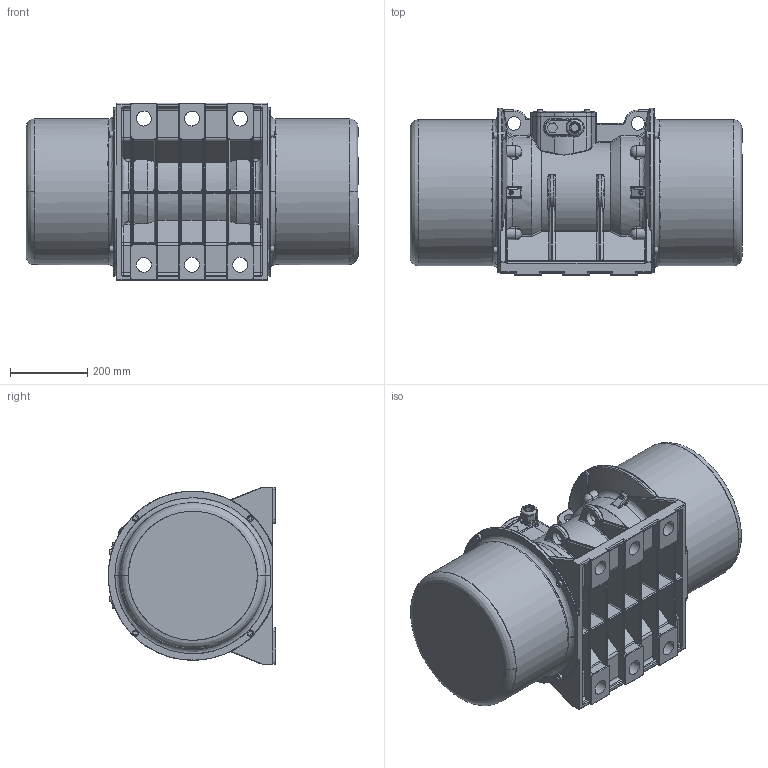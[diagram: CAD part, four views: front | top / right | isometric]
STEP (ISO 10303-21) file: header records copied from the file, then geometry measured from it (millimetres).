
FILE_DESCRIPTION (( 'STEP AP214' ), '1' );
FILE_NAME ('NEG 258260 50-60HZ.STEP', '2015-02-09T12:48:31', ( 'Netter' ), ( 'Microsoft' ), 'SwSTEP 2.0', 'SolidWorks 2015', '' );
FILE_SCHEMA (( 'AUTOMOTIVE_DESIGN' ));
Length unit declared in the file: millimetre
Products named in the file (1): NEG 258260 50-60HZ
Bounding box: 862 x 434.5 x 461.5 mm (x, y, z)
Volume: 17441517.6 mm3; surface area: 3846747.6 mm2
Topology: 33 solids, 33 shells, 2767 faces, 6746 edges, 3940 vertices
Faces by surface type: bspline 1154, cylinder 921, plane 692
Full cylindrical faces by diameter (mm): 3.2 x4, 4.908 x1, 5 x4, 6.544 x1, 6.75 x5, 8 x4, 8.4 x4, 8.5 x10, 9 x4, 9.728 x2, 10 x8, 10.5 x8, 11 x8, 13 x8, 16 x16, 17.5 x3, 18 x1, 20 x4, 26 x2, 33 x1, 35 x6, 36 x1, 39 x6, 42 x1, 70 x6, 145.577 x1, 150 x2, 158.5 x1, 189.189 x1, 260 x2
Entity records: 220058 total; most frequent: CARTESIAN_POINT 168373, ORIENTED_EDGE 12812, EDGE_CURVE 6406, DIRECTION 5964, VERTEX_POINT 3912, B_SPLINE_CURVE_WITH_KNOTS 3833, EDGE_LOOP 3076, FACE_OUTER_BOUND 2899
